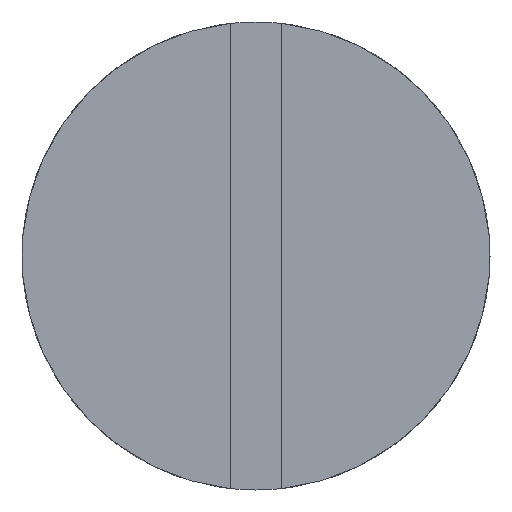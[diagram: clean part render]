
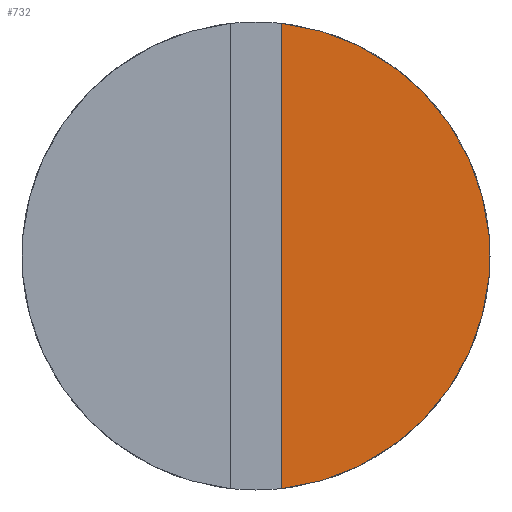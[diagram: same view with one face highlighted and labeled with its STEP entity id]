
A CAD part, left-side view. The second image highlights one B-rep face of the part: STEP entity #732.
In plain terms, the highlighted planar face has unit normal (-1, 0, 0).
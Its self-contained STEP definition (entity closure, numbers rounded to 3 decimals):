
#36 = DIRECTION ( 'NONE',  ( 0., 0., 1. ) ) ;
#48 = CIRCLE ( 'NONE', #575, 2.75 ) ;
#51 = ORIENTED_EDGE ( 'NONE', *, *, #420, .T. ) ;
#89 = DIRECTION ( 'NONE',  ( 0., 0., -1. ) ) ;
#181 = DIRECTION ( 'NONE',  ( 1., 0., 0. ) ) ;
#201 = CARTESIAN_POINT ( 'NONE',  ( 0., -0.3, -2.734 ) ) ;
#362 = CARTESIAN_POINT ( 'NONE',  ( 0., -0.3, -2.75 ) ) ;
#420 = EDGE_CURVE ( 'NONE', #1259, #736, #48, .T. ) ;
#460 = AXIS2_PLACEMENT_3D ( 'NONE', #1072, #181, #89 ) ;
#481 = FACE_OUTER_BOUND ( 'NONE', #926, .T. ) ;
#538 = DIRECTION ( 'NONE',  ( -1., 0., 0. ) ) ;
#541 = ORIENTED_EDGE ( 'NONE', *, *, #955, .T. ) ;
#575 = AXIS2_PLACEMENT_3D ( 'NONE', #620, #538, #36 ) ;
#620 = CARTESIAN_POINT ( 'NONE',  ( 0., 0., 0. ) ) ;
#669 = VECTOR ( 'NONE', #965, 1000. ) ;
#732 = ADVANCED_FACE ( 'NONE', ( #481 ), #983, .F. ) ;
#736 = VERTEX_POINT ( 'NONE', #1174 ) ;
#737 = LINE ( 'NONE', #362, #669 ) ;
#926 = EDGE_LOOP ( 'NONE', ( #541, #51 ) ) ;
#955 = EDGE_CURVE ( 'NONE', #736, #1259, #737, .T. ) ;
#965 = DIRECTION ( 'NONE',  ( 0., 0., -1. ) ) ;
#983 = PLANE ( 'NONE',  #460 ) ;
#1072 = CARTESIAN_POINT ( 'NONE',  ( 0., 2.75, 0. ) ) ;
#1174 = CARTESIAN_POINT ( 'NONE',  ( 0., -0.3, 2.734 ) ) ;
#1259 = VERTEX_POINT ( 'NONE', #201 ) ;
